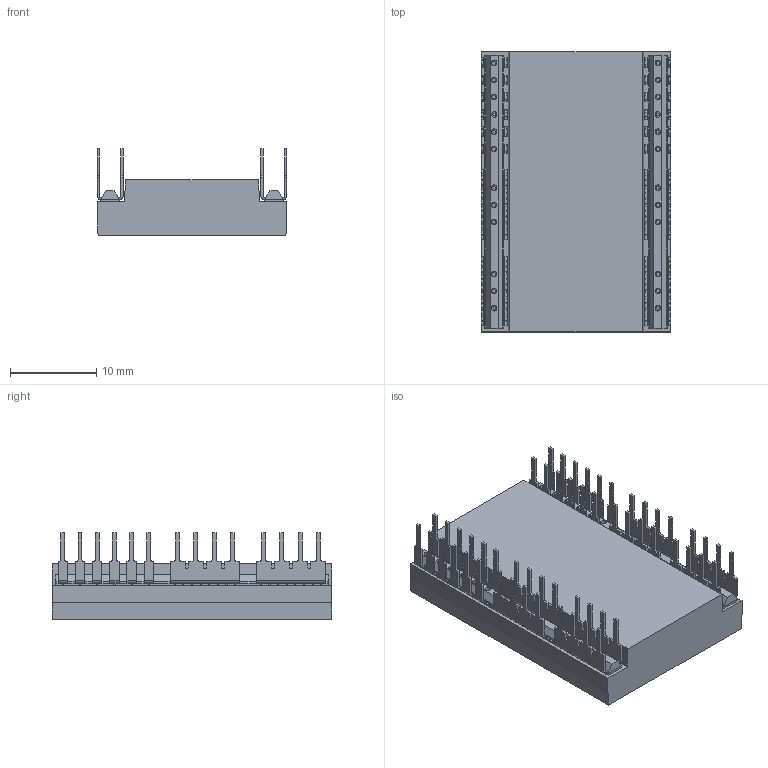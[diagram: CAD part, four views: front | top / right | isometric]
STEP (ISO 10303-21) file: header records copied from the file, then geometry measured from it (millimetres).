
FILE_DESCRIPTION(('OneSpaceDesigner STEP Export'),'2;1');
FILE_NAME('37459-def.stp','2014-09-10T13:22:59',(''),(''),'OneSpace Designer STEP processor for AP214 (Solid Model)','OneSpace Designer 13.01 05-Feb-2005 (C) CoCreate Software GmbH','');
FILE_SCHEMA(('AUTOMOTIVE_DESIGN { 1 0 10303 214 1 1 1 1 }'));
Length unit declared in the file: millimetre
Products named in the file (2): PRM_MOR_WTHLEADS_PKG3
Assembly tree (1 placements, depth 2):
  PRM_MOR_WTHLEADS_PKG3
    PRM_MOR_WTHLEADS_PKG3
Bounding box: 22 x 32.5 x 10.05 mm (x, y, z)
Volume: 4269.4 mm3; surface area: 3138.3 mm2
Topology: 1 solids, 1 shells, 1576 faces, 4700 edges, 3110 vertices
Faces by surface type: plane 1124, cylinder 228, cone 224
Entity records: 45943 total; most frequent: ORIENTED_EDGE 9400, CARTESIAN_POINT 7806, DIRECTION 6620, EDGE_CURVE 4700, VERTEX_POINT 3110, VECTOR 2772, LINE 2772, AXIS2_PLACEMENT_3D 1924
